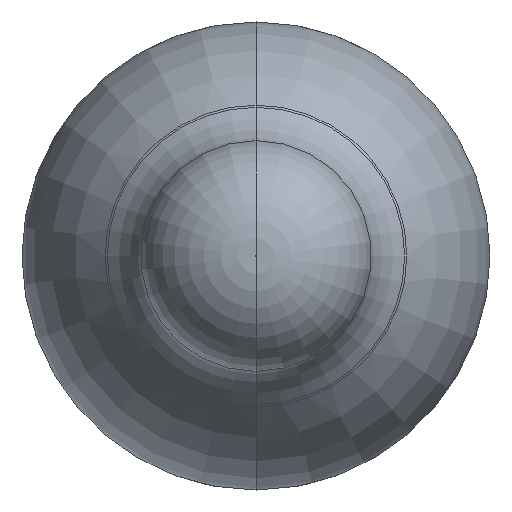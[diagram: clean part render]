
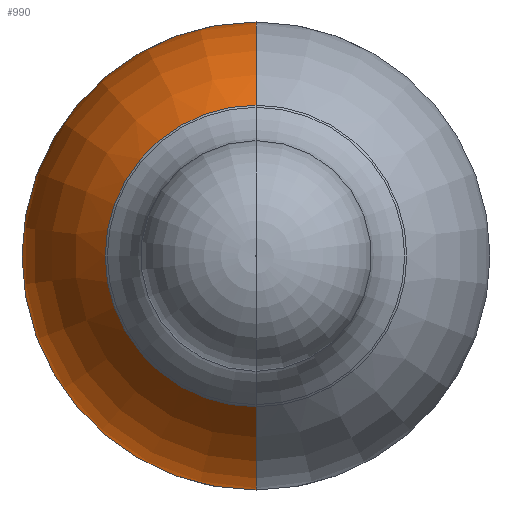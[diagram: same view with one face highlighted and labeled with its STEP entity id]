
A CAD part, left-side view. The second image highlights one B-rep face of the part: STEP entity #990.
In plain terms, the highlighted toroidal (fillet/blend) face has major radius 0.543 mm and minor radius 2.539 mm.
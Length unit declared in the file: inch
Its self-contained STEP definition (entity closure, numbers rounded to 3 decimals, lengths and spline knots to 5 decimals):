
#49 = CARTESIAN_POINT ( 'NONE',  ( 0.15477, 0., -0.0785 ) ) ;
#50 = EDGE_CURVE ( 'NONE', #605, #1106, #163, .T. ) ;
#81 = DIRECTION ( 'NONE',  ( -1., 0., 0. ) ) ;
#129 = DIRECTION ( 'NONE',  ( 0., 1., 0. ) ) ;
#130 = TOROIDAL_SURFACE ( 'NONE', #962, -0.02138, 0.09997 ) ;
#151 = DIRECTION ( 'NONE',  ( 0., 0., 1. ) ) ;
#163 = CIRCLE ( 'NONE', #1219, 0.0785 ) ;
#185 = EDGE_LOOP ( 'NONE', ( #260, #1224, #564, #984 ) ) ;
#213 = CIRCLE ( 'NONE', #675, 0.05058 ) ;
#234 = DIRECTION ( 'NONE',  ( 0., 0., 1. ) ) ;
#260 = ORIENTED_EDGE ( 'NONE', *, *, #50, .T. ) ;
#283 = CARTESIAN_POINT ( 'NONE',  ( 0.08128, 0., 0. ) ) ;
#321 = DIRECTION ( 'NONE',  ( 0., 0., 1. ) ) ;
#334 = CARTESIAN_POINT ( 'NONE',  ( 0.15066, 0., -0.02138 ) ) ;
#336 = EDGE_CURVE ( 'NONE', #605, #774, #360, .T. ) ;
#360 = CIRCLE ( 'NONE', #1250, 0.09997 ) ;
#375 = CARTESIAN_POINT ( 'NONE',  ( 0.15477, 0., 0. ) ) ;
#427 = CARTESIAN_POINT ( 'NONE',  ( 0.15477, 0., 0.0785 ) ) ;
#452 = DIRECTION ( 'NONE',  ( 0., 0., 1. ) ) ;
#481 = CARTESIAN_POINT ( 'NONE',  ( 0.15066, 0., 0. ) ) ;
#498 = DIRECTION ( 'NONE',  ( -1., 0., 0. ) ) ;
#533 = CARTESIAN_POINT ( 'NONE',  ( 0.08128, 0., 0.05058 ) ) ;
#555 = FACE_OUTER_BOUND ( 'NONE', #185, .T. ) ;
#564 = ORIENTED_EDGE ( 'NONE', *, *, #754, .F. ) ;
#605 = VERTEX_POINT ( 'NONE', #427 ) ;
#675 = AXIS2_PLACEMENT_3D ( 'NONE', #283, #81, #321 ) ;
#697 = VERTEX_POINT ( 'NONE', #892 ) ;
#754 = EDGE_CURVE ( 'NONE', #774, #697, #213, .T. ) ;
#774 = VERTEX_POINT ( 'NONE', #533 ) ;
#830 = DIRECTION ( 'NONE',  ( 0., -1., 0. ) ) ;
#874 = AXIS2_PLACEMENT_3D ( 'NONE', #912, #129, #234 ) ;
#892 = CARTESIAN_POINT ( 'NONE',  ( 0.08128, 0., -0.05058 ) ) ;
#912 = CARTESIAN_POINT ( 'NONE',  ( 0.15066, 0., 0.02138 ) ) ;
#962 = AXIS2_PLACEMENT_3D ( 'NONE', #481, #498, #452 ) ;
#984 = ORIENTED_EDGE ( 'NONE', *, *, #336, .F. ) ;
#990 = ADVANCED_FACE ( 'NONE', ( #555 ), #130, .T. ) ;
#1014 = DIRECTION ( 'NONE',  ( 0., 0., -1. ) ) ;
#1106 = VERTEX_POINT ( 'NONE', #49 ) ;
#1158 = CIRCLE ( 'NONE', #874, 0.09997 ) ;
#1209 = EDGE_CURVE ( 'NONE', #1106, #697, #1158, .T. ) ;
#1219 = AXIS2_PLACEMENT_3D ( 'NONE', #375, #1230, #151 ) ;
#1224 = ORIENTED_EDGE ( 'NONE', *, *, #1209, .T. ) ;
#1230 = DIRECTION ( 'NONE',  ( -1., 0., 0. ) ) ;
#1250 = AXIS2_PLACEMENT_3D ( 'NONE', #334, #830, #1014 ) ;
